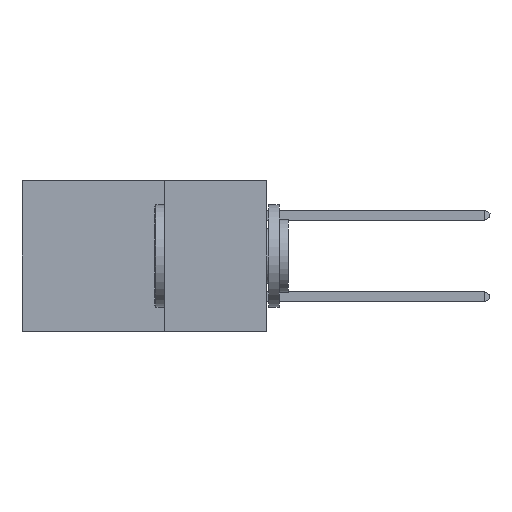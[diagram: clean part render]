
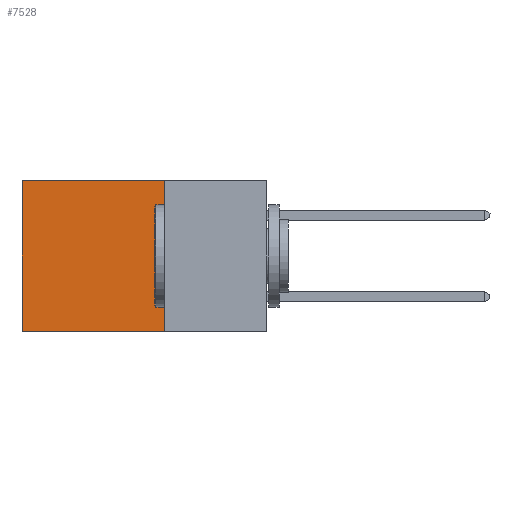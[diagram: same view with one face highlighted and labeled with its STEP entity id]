
A CAD part, left-side view. The second image highlights one B-rep face of the part: STEP entity #7528.
In plain terms, the highlighted planar face has unit normal (-1, 0, 0).
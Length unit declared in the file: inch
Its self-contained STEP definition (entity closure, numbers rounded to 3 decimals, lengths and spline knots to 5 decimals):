
#33 = EDGE_CURVE ( 'NONE', #7962, #13660, #13491, .T. ) ;
#1151 = ORIENTED_EDGE ( 'NONE', *, *, #33, .T. ) ;
#1328 = CARTESIAN_POINT ( 'NONE',  ( 0.2875, 0.25, 0. ) ) ;
#2020 = LINE ( 'NONE', #6141, #8206 ) ;
#2034 = DIRECTION ( 'NONE',  ( 0., 1., 0. ) ) ;
#2574 = EDGE_CURVE ( 'NONE', #6925, #7962, #2020, .T. ) ;
#2651 = DIRECTION ( 'NONE',  ( 0., 0., -1. ) ) ;
#3206 = AXIS2_PLACEMENT_3D ( 'NONE', #3730, #9550, #2651 ) ;
#3730 = CARTESIAN_POINT ( 'NONE',  ( 0.2875, 0.25, 0. ) ) ;
#4000 = FACE_OUTER_BOUND ( 'NONE', #13056, .T. ) ;
#4848 = DIRECTION ( 'NONE',  ( 0., 0., -1. ) ) ;
#5809 = ORIENTED_EDGE ( 'NONE', *, *, #7702, .F. ) ;
#5952 = ORIENTED_EDGE ( 'NONE', *, *, #14792, .F. ) ;
#5965 = ORIENTED_EDGE ( 'NONE', *, *, #2574, .T. ) ;
#6141 = CARTESIAN_POINT ( 'NONE',  ( 0.2875, 0.25, 0. ) ) ;
#6517 = CARTESIAN_POINT ( 'NONE',  ( 0.2875, 0.25, -0.37 ) ) ;
#6925 = VERTEX_POINT ( 'NONE', #12293 ) ;
#7025 = LINE ( 'NONE', #1328, #12615 ) ;
#7528 = ADVANCED_FACE ( 'NONE', ( #4000 ), #13870, .F. ) ;
#7702 = EDGE_CURVE ( 'NONE', #12496, #13660, #11669, .T. ) ;
#7962 = VERTEX_POINT ( 'NONE', #14572 ) ;
#8206 = VECTOR ( 'NONE', #2034, 39.37008 ) ;
#8681 = CARTESIAN_POINT ( 'NONE',  ( 0.2875, 0.25, -0.37 ) ) ;
#9550 = DIRECTION ( 'NONE',  ( 1., 0., 0. ) ) ;
#10244 = VECTOR ( 'NONE', #13474, 39.37008 ) ;
#10963 = VECTOR ( 'NONE', #14129, 39.37008 ) ;
#11669 = LINE ( 'NONE', #8681, #10963 ) ;
#12293 = CARTESIAN_POINT ( 'NONE',  ( 0.2875, 0.25, 0. ) ) ;
#12496 = VERTEX_POINT ( 'NONE', #6517 ) ;
#12615 = VECTOR ( 'NONE', #4848, 39.37008 ) ;
#12688 = CARTESIAN_POINT ( 'NONE',  ( 0.2875, 0.6, -0.37 ) ) ;
#13002 = CARTESIAN_POINT ( 'NONE',  ( 0.2875, 0.6, 0. ) ) ;
#13056 = EDGE_LOOP ( 'NONE', ( #1151, #5809, #5952, #5965 ) ) ;
#13474 = DIRECTION ( 'NONE',  ( 0., 0., -1. ) ) ;
#13491 = LINE ( 'NONE', #13002, #10244 ) ;
#13660 = VERTEX_POINT ( 'NONE', #12688 ) ;
#13870 = PLANE ( 'NONE',  #3206 ) ;
#14129 = DIRECTION ( 'NONE',  ( 0., 1., 0. ) ) ;
#14572 = CARTESIAN_POINT ( 'NONE',  ( 0.2875, 0.6, 0. ) ) ;
#14792 = EDGE_CURVE ( 'NONE', #6925, #12496, #7025, .T. ) ;
